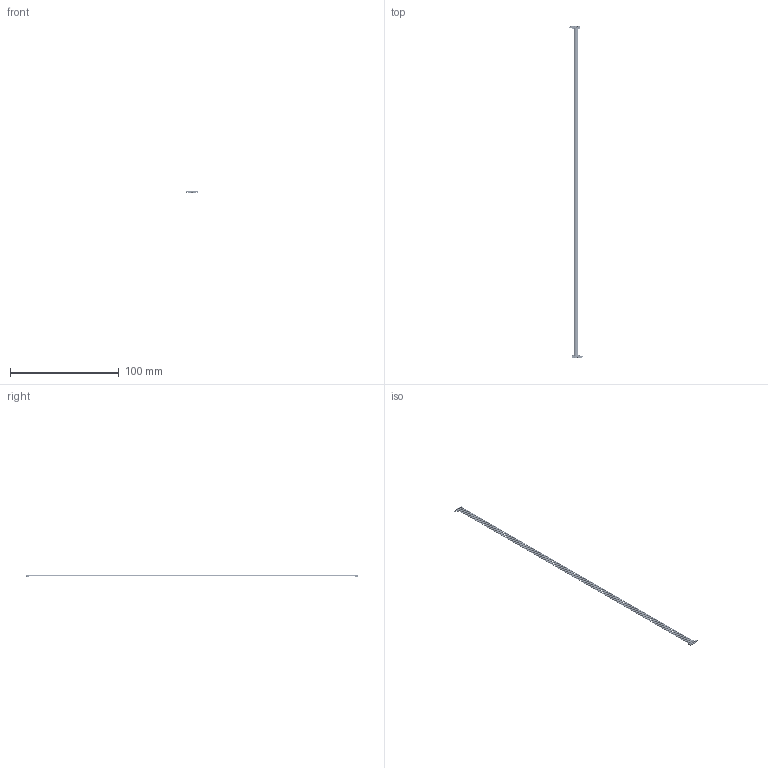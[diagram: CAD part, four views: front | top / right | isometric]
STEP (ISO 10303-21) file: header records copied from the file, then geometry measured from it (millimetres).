
FILE_DESCRIPTION(/* description */ ('Unknown'),/* implementation_level */ '2;1');
FILE_NAME(/* name */ '6891893213008',/* time_stamp */ '2024-07-25T14:08:28+02:00',/* author */ ('Unknown'),/* organization */ ('Unknown'),/* preprocessor_version */ 'ST-DEVELOPER v19.4',/* originating_system */ 'Solid Edge',/* authorisation */ 'Unknown');
FILE_SCHEMA (('AUTOMOTIVE_DESIGN {1 0 10303 214 3 1 1}'));
Length unit declared in the file: millimetre
Products named in the file (6): 68918932130xx; Wire 32AWG; Insulator Black 32AWG; 6890xx114322; 689008114322; 6890xx114322_Pin
Assembly tree (31 placements, depth 3):
  68918932130xx
    Wire 32AWG  x8
    Insulator Black 32AWG  x8
    6890xx114322  x2
      689008114322
      6890xx114322_Pin
Bounding box: 12.6 x 305.8 x 1.7 mm (x, y, z)
Volume: 610.9 mm3; surface area: 10225 mm2
Topology: 90 solids, 90 shells, 3224 faces, 9068 edges, 5992 vertices
Faces by surface type: plane 1948, cylinder 1036, bspline 144, torus 96
Full cylindrical faces by diameter (mm): 0.073 x8, 0.22 x8, 0.56 x8
Entity records: 27448 total; most frequent: CARTESIAN_POINT 10267, ORIENTED_EDGE 3674, DIRECTION 3341, EDGE_CURVE 1837, LINE 1569, VECTOR 1569, VERTEX_POINT 1226, AXIS2_PLACEMENT_3D 886
